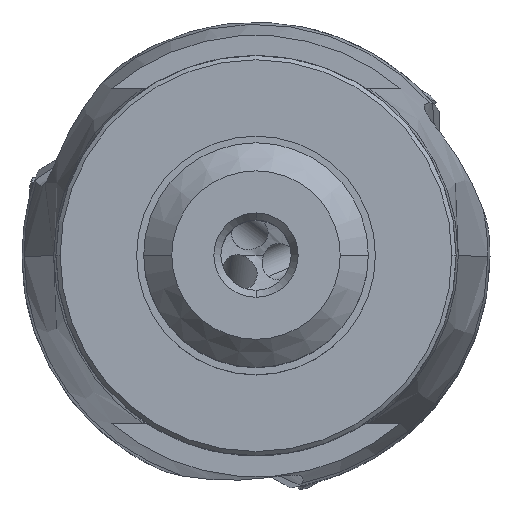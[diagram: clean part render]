
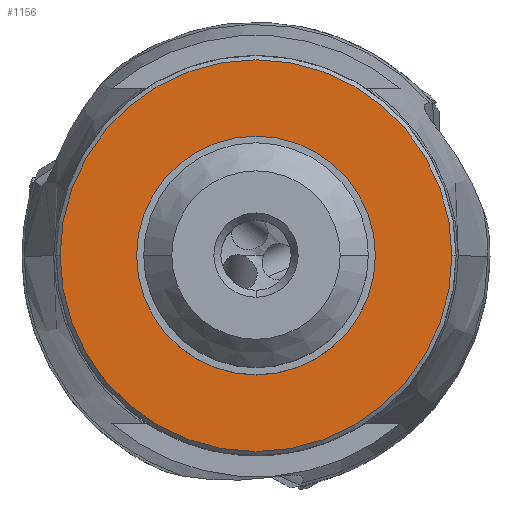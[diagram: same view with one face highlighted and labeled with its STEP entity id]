
A CAD part, top view. The second image highlights one B-rep face of the part: STEP entity #1156.
In plain terms, the highlighted planar face has unit normal (0, 0, 1).
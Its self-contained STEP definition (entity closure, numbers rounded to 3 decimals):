
#195=FACE_BOUND('',#2019,.T.);
#196=FACE_BOUND('',#2020,.T.);
#330=PLANE('',#6986);
#1156=ADVANCED_FACE('',(#195,#196),#330,.T.);
#2019=EDGE_LOOP('',(#3302,#3303,#3304,#3305));
#2020=EDGE_LOOP('',(#3306,#3307));
#2375=CIRCLE('',#6979,13.95);
#2376=CIRCLE('',#6980,13.95);
#2377=CIRCLE('',#6982,13.95);
#2378=CIRCLE('',#6983,13.95);
#2379=CIRCLE('',#6984,8.5);
#2380=CIRCLE('',#6985,8.5);
#3302=ORIENTED_EDGE('',*,*,#5751,.F.);
#3303=ORIENTED_EDGE('',*,*,#5752,.F.);
#3304=ORIENTED_EDGE('',*,*,#5750,.F.);
#3305=ORIENTED_EDGE('',*,*,#5749,.F.);
#3306=ORIENTED_EDGE('',*,*,#5753,.F.);
#3307=ORIENTED_EDGE('',*,*,#5754,.F.);
#4966=VERTEX_POINT('',#13143);
#4967=VERTEX_POINT('',#13145);
#4968=VERTEX_POINT('',#13147);
#4969=VERTEX_POINT('',#13151);
#4970=VERTEX_POINT('',#13154);
#4971=VERTEX_POINT('',#13155);
#5749=EDGE_CURVE('',#4967,#4968,#2375,.T.);
#5750=EDGE_CURVE('',#4968,#4966,#2376,.T.);
#5751=EDGE_CURVE('',#4969,#4967,#2377,.T.);
#5752=EDGE_CURVE('',#4966,#4969,#2378,.T.);
#5753=EDGE_CURVE('',#4970,#4971,#2379,.T.);
#5754=EDGE_CURVE('',#4971,#4970,#2380,.T.);
#6979=AXIS2_PLACEMENT_3D('',#13146,#8079,#8080);
#6980=AXIS2_PLACEMENT_3D('',#13148,#8081,#8082);
#6982=AXIS2_PLACEMENT_3D('',#13150,#8085,#8086);
#6983=AXIS2_PLACEMENT_3D('',#13152,#8087,#8088);
#6984=AXIS2_PLACEMENT_3D('',#13153,#8089,#8090);
#6985=AXIS2_PLACEMENT_3D('',#13156,#8091,#8092);
#6986=AXIS2_PLACEMENT_3D('',#13157,#8093,#8094);
#8079=DIRECTION('',(0.,0.,-1.));
#8080=DIRECTION('',(1.,0.,0.));
#8081=DIRECTION('',(0.,0.,-1.));
#8082=DIRECTION('',(0.,-1.,0.));
#8085=DIRECTION('',(0.,0.,-1.));
#8086=DIRECTION('',(0.,1.,0.));
#8087=DIRECTION('',(0.,0.,-1.));
#8088=DIRECTION('',(-1.,0.,0.));
#8089=DIRECTION('',(0.,0.,1.));
#8090=DIRECTION('',(1.,0.,0.));
#8091=DIRECTION('',(0.,0.,1.));
#8092=DIRECTION('',(-1.,0.,0.));
#8093=DIRECTION('',(0.,0.,1.));
#8094=DIRECTION('',(-1.,0.,0.));
#13143=CARTESIAN_POINT('',(-13.95,0.,0.));
#13145=CARTESIAN_POINT('',(13.95,0.,0.));
#13146=CARTESIAN_POINT('',(0.,0.,0.));
#13147=CARTESIAN_POINT('',(0.,-13.95,0.));
#13148=CARTESIAN_POINT('',(0.,0.,0.));
#13150=CARTESIAN_POINT('',(0.,0.,0.));
#13151=CARTESIAN_POINT('',(0.,13.95,0.));
#13152=CARTESIAN_POINT('',(0.,0.,0.));
#13153=CARTESIAN_POINT('',(0.,0.,0.));
#13154=CARTESIAN_POINT('',(8.5,0.,0.));
#13155=CARTESIAN_POINT('',(-8.5,0.,0.));
#13156=CARTESIAN_POINT('',(0.,0.,0.));
#13157=CARTESIAN_POINT('',(0.,0.,0.));
